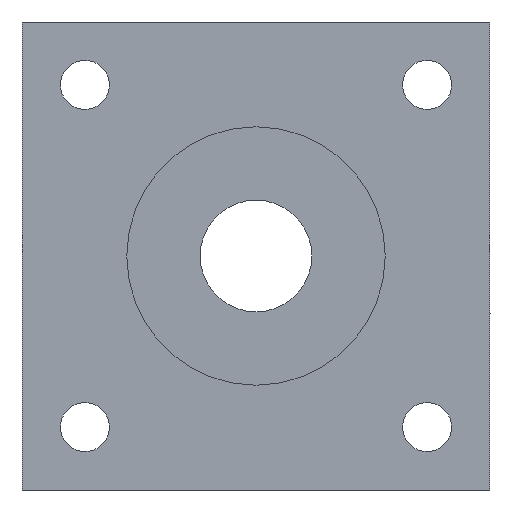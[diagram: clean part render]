
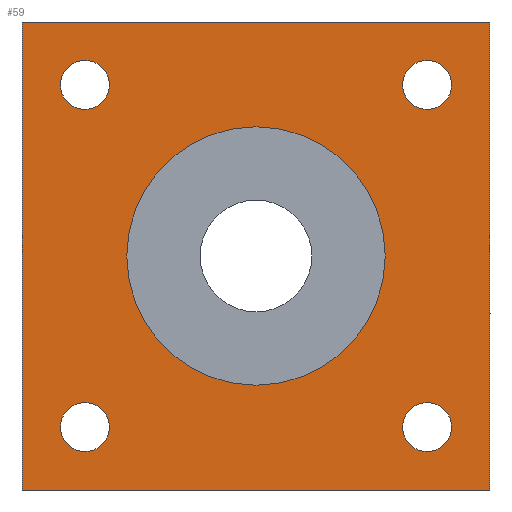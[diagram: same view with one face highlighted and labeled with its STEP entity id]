
A CAD part, front view. The second image highlights one B-rep face of the part: STEP entity #59.
In plain terms, the highlighted planar face has unit normal (0, -1, 0).
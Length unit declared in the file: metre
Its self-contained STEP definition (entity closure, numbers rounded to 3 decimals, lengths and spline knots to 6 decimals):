
#59 = ADVANCED_FACE( '', ( #132, #133, #134, #135, #136, #137 ), #138, .F. );
#132 = FACE_BOUND( '', #227, .T. );
#133 = FACE_BOUND( '', #228, .T. );
#134 = FACE_BOUND( '', #229, .T. );
#135 = FACE_BOUND( '', #230, .T. );
#136 = FACE_BOUND( '', #231, .T. );
#137 = FACE_OUTER_BOUND( '', #232, .T. );
#138 = PLANE( '', #233 );
#227 = EDGE_LOOP( '', ( #333 ) );
#228 = EDGE_LOOP( '', ( #334 ) );
#229 = EDGE_LOOP( '', ( #335 ) );
#230 = EDGE_LOOP( '', ( #336 ) );
#231 = EDGE_LOOP( '', ( #337 ) );
#232 = EDGE_LOOP( '', ( #338, #339, #340, #341 ) );
#233 = AXIS2_PLACEMENT_3D( '', #342, #343, #344 );
#333 = ORIENTED_EDGE( '', *, *, #458, .F. );
#334 = ORIENTED_EDGE( '', *, *, #459, .F. );
#335 = ORIENTED_EDGE( '', *, *, #451, .F. );
#336 = ORIENTED_EDGE( '', *, *, #460, .F. );
#337 = ORIENTED_EDGE( '', *, *, #461, .F. );
#338 = ORIENTED_EDGE( '', *, *, #462, .T. );
#339 = ORIENTED_EDGE( '', *, *, #463, .F. );
#340 = ORIENTED_EDGE( '', *, *, #464, .F. );
#341 = ORIENTED_EDGE( '', *, *, #441, .T. );
#342 = CARTESIAN_POINT( '', ( 0.0508, -0.055563, 0.036513 ) );
#343 = DIRECTION( '', ( 0., 1., 0. ) );
#344 = DIRECTION( '', ( 0., 0., 1. ) );
#441 = EDGE_CURVE( '', #499, #497, #500, .T. );
#451 = EDGE_CURVE( '', #515, #515, #516, .T. );
#458 = EDGE_CURVE( '', #526, #526, #527, .T. );
#459 = EDGE_CURVE( '', #528, #528, #529, .T. );
#460 = EDGE_CURVE( '', #530, #530, #531, .T. );
#461 = EDGE_CURVE( '', #532, #532, #533, .T. );
#462 = EDGE_CURVE( '', #497, #534, #535, .T. );
#463 = EDGE_CURVE( '', #536, #534, #537, .T. );
#464 = EDGE_CURVE( '', #499, #536, #538, .T. );
#497 = VERTEX_POINT( '', #578 );
#499 = VERTEX_POINT( '', #581 );
#500 = LINE( '', #582, #583 );
#515 = VERTEX_POINT( '', #600 );
#516 = CIRCLE( '', #601, 0.002223 );
#526 = VERTEX_POINT( '', #611 );
#527 = CIRCLE( '', #612, 0.011748 );
#528 = VERTEX_POINT( '', #613 );
#529 = CIRCLE( '', #614, 0.002223 );
#530 = VERTEX_POINT( '', #615 );
#531 = CIRCLE( '', #616, 0.002223 );
#532 = VERTEX_POINT( '', #617 );
#533 = CIRCLE( '', #618, 0.002223 );
#534 = VERTEX_POINT( '', #619 );
#535 = LINE( '', #620, #621 );
#536 = VERTEX_POINT( '', #622 );
#537 = LINE( '', #623, #624 );
#538 = LINE( '', #625, #626 );
#578 = CARTESIAN_POINT( '', ( -0.03683, -0.055563, 0.01524 ) );
#581 = CARTESIAN_POINT( '', ( -0.03683, -0.055563, 0.057785 ) );
#582 = CARTESIAN_POINT( '', ( -0.03683, -0.055563, 0.033594 ) );
#583 = VECTOR( '', #672, 1. );
#600 = CARTESIAN_POINT( '', ( 0.002223, -0.055563, 0.020955 ) );
#601 = AXIS2_PLACEMENT_3D( '', #687, #688, #689 );
#611 = CARTESIAN_POINT( '', ( -0.00381, -0.055563, 0.036513 ) );
#612 = AXIS2_PLACEMENT_3D( '', #699, #700, #701 );
#613 = CARTESIAN_POINT( '', ( -0.028893, -0.055563, 0.05207 ) );
#614 = AXIS2_PLACEMENT_3D( '', #702, #703, #704 );
#615 = CARTESIAN_POINT( '', ( -0.028893, -0.055563, 0.020955 ) );
#616 = AXIS2_PLACEMENT_3D( '', #705, #706, #707 );
#617 = CARTESIAN_POINT( '', ( 0.002223, -0.055563, 0.05207 ) );
#618 = AXIS2_PLACEMENT_3D( '', #708, #709, #710 );
#619 = CARTESIAN_POINT( '', ( 0.005715, -0.055563, 0.01524 ) );
#620 = CARTESIAN_POINT( '', ( -0.015558, -0.055563, 0.01524 ) );
#621 = VECTOR( '', #711, 1. );
#622 = CARTESIAN_POINT( '', ( 0.005715, -0.055563, 0.057785 ) );
#623 = CARTESIAN_POINT( '', ( 0.005715, -0.055563, 0.033594 ) );
#624 = VECTOR( '', #712, 1. );
#625 = CARTESIAN_POINT( '', ( -0.014195, -0.055563, 0.057785 ) );
#626 = VECTOR( '', #713, 1. );
#672 = DIRECTION( '', ( 0., 0., -1. ) );
#687 = CARTESIAN_POINT( '', ( 0., -0.055563, 0.020955 ) );
#688 = DIRECTION( '', ( 0., -1., 0. ) );
#689 = DIRECTION( '', ( 1., 0., 0. ) );
#699 = CARTESIAN_POINT( '', ( -0.015558, -0.055563, 0.036513 ) );
#700 = DIRECTION( '', ( 0., -1., 0. ) );
#701 = DIRECTION( '', ( 1., 0., 0. ) );
#702 = CARTESIAN_POINT( '', ( -0.031115, -0.055563, 0.05207 ) );
#703 = DIRECTION( '', ( 0., -1., 0. ) );
#704 = DIRECTION( '', ( 1., 0., 0. ) );
#705 = CARTESIAN_POINT( '', ( -0.031115, -0.055563, 0.020955 ) );
#706 = DIRECTION( '', ( 0., -1., 0. ) );
#707 = DIRECTION( '', ( 1., 0., 0. ) );
#708 = CARTESIAN_POINT( '', ( 0., -0.055563, 0.05207 ) );
#709 = DIRECTION( '', ( 0., -1., 0. ) );
#710 = DIRECTION( '', ( 1., 0., 0. ) );
#711 = DIRECTION( '', ( 1., 0., 0. ) );
#712 = DIRECTION( '', ( 0., 0., -1. ) );
#713 = DIRECTION( '', ( 1., 0., 0. ) );
